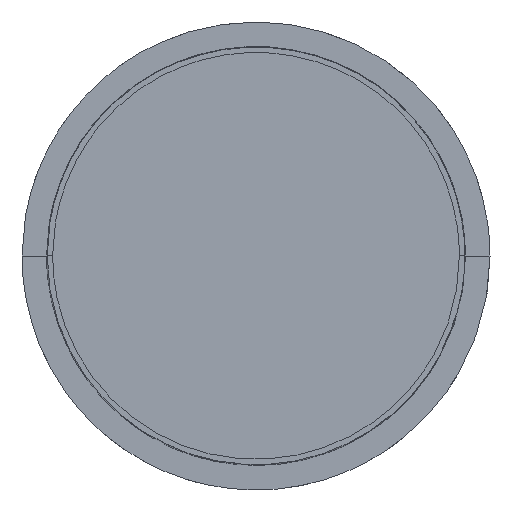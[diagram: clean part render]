
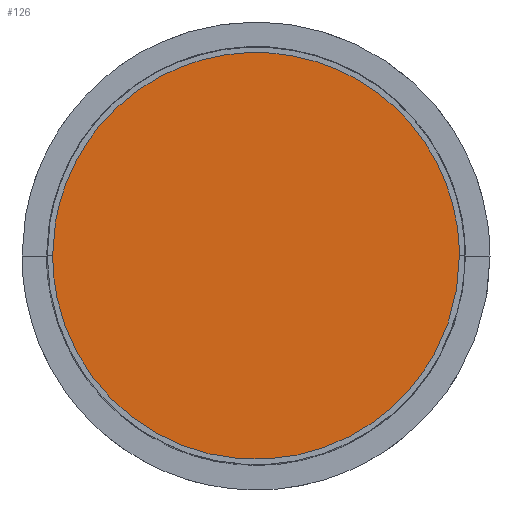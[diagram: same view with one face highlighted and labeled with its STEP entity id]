
A CAD part, top view. The second image highlights one B-rep face of the part: STEP entity #126.
In plain terms, the highlighted planar face has unit normal (0, 0, 1).
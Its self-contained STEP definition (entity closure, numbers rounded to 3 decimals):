
#126=ADVANCED_FACE($,(#172),#713,.T.);
#172=FACE_OUTER_BOUND($,#219,.T.);
#219=EDGE_LOOP($,(#456,#457));
#456=ORIENTED_EDGE($,*,*,#604,.F.);
#457=ORIENTED_EDGE($,*,*,#610,.F.);
#604=EDGE_CURVE($,#706,#705,#877,.T.);
#610=EDGE_CURVE($,#705,#706,#883,.T.);
#705=VERTEX_POINT($,#2880);
#706=VERTEX_POINT($,#2881);
#713=PLANE($,#910);
#877=B_SPLINE_CURVE_WITH_KNOTS($,3,(#2304,#2305,#2306,#2307,#2308,#2309,
#2310,#2311,#2312,#2313,#2314,#2315),.UNSPECIFIED.,.F.,.F.,(4,1,1,1,1,1,
1,1,1,4),(-204.203,-185.137,-165.79,-141.258,
-102.101,-62.945,-39.157,-20.033,-10.016,
0.),.UNSPECIFIED.);
#883=B_SPLINE_CURVE_WITH_KNOTS($,3,(#2376,#2377,#2378,#2379,#2380,#2381,
#2382,#2383,#2384,#2385,#2386,#2387),.UNSPECIFIED.,.F.,.F.,(4,1,1,1,1,1,
1,1,1,4),(-408.406,-398.389,-388.373,-369.249,
-348.148,-319.067,-289.986,-262.059,
-232.651,-204.203),.UNSPECIFIED.);
#910=AXIS2_PLACEMENT_3D($,#2628,#922,$);
#922=DIRECTION($,(0.,0.,1.));
#2304=CARTESIAN_POINT($,(-56.502,0.,457.755));
#2305=CARTESIAN_POINT($,(-56.504,5.524,457.755));
#2306=CARTESIAN_POINT($,(-54.854,16.654,457.755));
#2307=CARTESIAN_POINT($,(-46.965,33.317,457.755));
#2308=CARTESIAN_POINT($,(-29.766,50.772,457.755));
#2309=CARTESIAN_POINT($,(0.,60.021,457.755));
#2310=CARTESIAN_POINT($,(29.551,50.84,457.755));
#2311=CARTESIAN_POINT($,(46.629,33.702,457.755));
#2312=CARTESIAN_POINT($,(53.447,19.786,457.755));
#2313=CARTESIAN_POINT($,(56.051,8.706,457.755));
#2314=CARTESIAN_POINT($,(56.5,2.902,457.755));
#2315=CARTESIAN_POINT($,(56.5,0.,457.755));
#2376=CARTESIAN_POINT($,(56.5,0.,457.755));
#2377=CARTESIAN_POINT($,(56.5,-2.902,457.755));
#2378=CARTESIAN_POINT($,(56.051,-8.707,457.755));
#2379=CARTESIAN_POINT($,(53.447,-19.784,457.755));
#2380=CARTESIAN_POINT($,(46.976,-32.999,457.755));
#2381=CARTESIAN_POINT($,(32.894,-47.69,457.755));
#2382=CARTESIAN_POINT($,(11.397,-57.295,457.755));
#2383=CARTESIAN_POINT($,(-14.169,-56.593,457.755));
#2384=CARTESIAN_POINT($,(-37.062,-45.083,457.755));
#2385=CARTESIAN_POINT($,(-52.775,-25.002,457.755));
#2386=CARTESIAN_POINT($,(-56.498,-8.242,457.755));
#2387=CARTESIAN_POINT($,(-56.502,0.,457.755));
#2628=CARTESIAN_POINT($,(-57.632,-57.624,457.755));
#2880=CARTESIAN_POINT($,(56.5,0.,457.755));
#2881=CARTESIAN_POINT($,(-56.502,0.,457.755));
